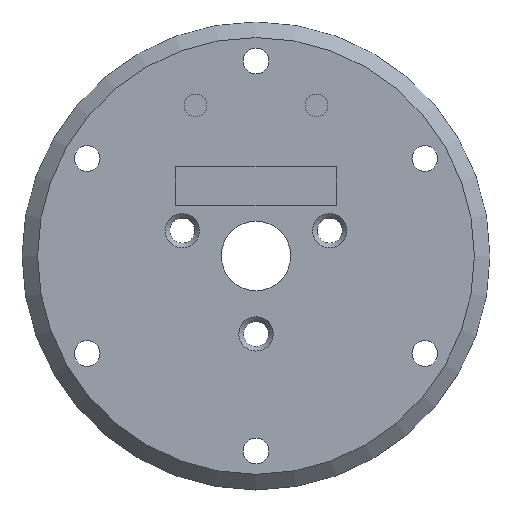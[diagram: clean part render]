
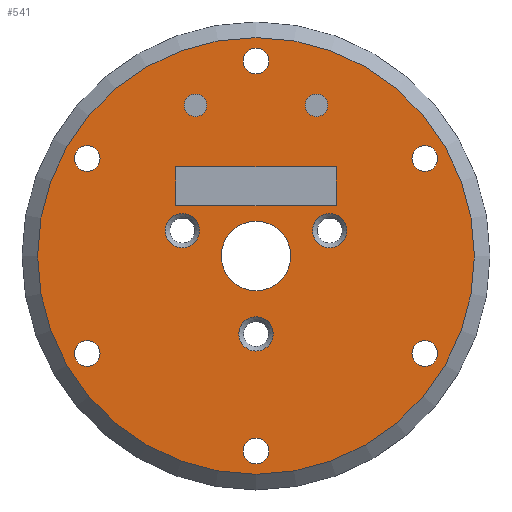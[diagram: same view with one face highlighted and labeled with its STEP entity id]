
A CAD part, top view. The second image highlights one B-rep face of the part: STEP entity #541.
In plain terms, the highlighted planar face has unit normal (0, 0, 1).
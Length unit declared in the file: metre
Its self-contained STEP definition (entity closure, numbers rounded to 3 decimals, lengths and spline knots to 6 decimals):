
#16=LINE('',#907,#28);
#17=LINE('',#910,#29);
#18=LINE('',#912,#30);
#19=LINE('',#914,#31);
#28=VECTOR('',#726,1.);
#29=VECTOR('',#727,1.);
#30=VECTOR('',#728,1.);
#31=VECTOR('',#729,1.);
#40=PLANE('',#601);
#61=ORIENTED_EDGE('',*,*,#175,.F.);
#62=ORIENTED_EDGE('',*,*,#176,.F.);
#63=ORIENTED_EDGE('',*,*,#177,.F.);
#64=ORIENTED_EDGE('',*,*,#178,.T.);
#65=ORIENTED_EDGE('',*,*,#179,.F.);
#66=ORIENTED_EDGE('',*,*,#180,.F.);
#67=ORIENTED_EDGE('',*,*,#181,.F.);
#68=ORIENTED_EDGE('',*,*,#182,.F.);
#69=ORIENTED_EDGE('',*,*,#183,.F.);
#70=ORIENTED_EDGE('',*,*,#184,.F.);
#71=ORIENTED_EDGE('',*,*,#185,.F.);
#72=ORIENTED_EDGE('',*,*,#186,.F.);
#73=ORIENTED_EDGE('',*,*,#187,.F.);
#74=ORIENTED_EDGE('',*,*,#188,.F.);
#75=ORIENTED_EDGE('',*,*,#189,.T.);
#76=ORIENTED_EDGE('',*,*,#190,.T.);
#77=ORIENTED_EDGE('',*,*,#191,.F.);
#175=EDGE_CURVE('',#232,#232,#285,.T.);
#176=EDGE_CURVE('',#233,#233,#286,.T.);
#177=EDGE_CURVE('',#234,#234,#287,.T.);
#178=EDGE_CURVE('',#235,#235,#288,.T.);
#179=EDGE_CURVE('',#236,#236,#289,.T.);
#180=EDGE_CURVE('',#237,#237,#290,.T.);
#181=EDGE_CURVE('',#238,#238,#291,.T.);
#182=EDGE_CURVE('',#239,#239,#292,.T.);
#183=EDGE_CURVE('',#240,#240,#293,.T.);
#184=EDGE_CURVE('',#241,#241,#294,.T.);
#185=EDGE_CURVE('',#242,#242,#295,.T.);
#186=EDGE_CURVE('',#243,#243,#296,.T.);
#187=EDGE_CURVE('',#244,#244,#297,.T.);
#188=EDGE_CURVE('',#245,#246,#16,.T.);
#189=EDGE_CURVE('',#245,#247,#17,.T.);
#190=EDGE_CURVE('',#247,#248,#18,.T.);
#191=EDGE_CURVE('',#246,#248,#19,.T.);
#232=VERTEX_POINT('',#882);
#233=VERTEX_POINT('',#884);
#234=VERTEX_POINT('',#886);
#235=VERTEX_POINT('',#888);
#236=VERTEX_POINT('',#890);
#237=VERTEX_POINT('',#892);
#238=VERTEX_POINT('',#894);
#239=VERTEX_POINT('',#896);
#240=VERTEX_POINT('',#898);
#241=VERTEX_POINT('',#900);
#242=VERTEX_POINT('',#902);
#243=VERTEX_POINT('',#904);
#244=VERTEX_POINT('',#906);
#245=VERTEX_POINT('',#908);
#246=VERTEX_POINT('',#909);
#247=VERTEX_POINT('',#911);
#248=VERTEX_POINT('',#913);
#285=CIRCLE('',#602,0.0022);
#286=CIRCLE('',#603,0.0022);
#287=CIRCLE('',#604,0.0022);
#288=CIRCLE('',#605,0.028);
#289=CIRCLE('',#606,0.00145);
#290=CIRCLE('',#607,0.00145);
#291=CIRCLE('',#608,0.00445);
#292=CIRCLE('',#609,0.00165);
#293=CIRCLE('',#610,0.00165);
#294=CIRCLE('',#611,0.00165);
#295=CIRCLE('',#612,0.00165);
#296=CIRCLE('',#613,0.00165);
#297=CIRCLE('',#614,0.00165);
#330=EDGE_LOOP('',(#61));
#331=EDGE_LOOP('',(#62));
#332=EDGE_LOOP('',(#63));
#333=EDGE_LOOP('',(#64));
#334=EDGE_LOOP('',(#65));
#335=EDGE_LOOP('',(#66));
#336=EDGE_LOOP('',(#67));
#337=EDGE_LOOP('',(#68));
#338=EDGE_LOOP('',(#69));
#339=EDGE_LOOP('',(#70));
#340=EDGE_LOOP('',(#71));
#341=EDGE_LOOP('',(#72));
#342=EDGE_LOOP('',(#73));
#343=EDGE_LOOP('',(#74,#75,#76,#77));
#426=FACE_BOUND('',#330,.T.);
#427=FACE_BOUND('',#331,.T.);
#428=FACE_BOUND('',#332,.T.);
#429=FACE_BOUND('',#333,.T.);
#430=FACE_BOUND('',#334,.T.);
#431=FACE_BOUND('',#335,.T.);
#432=FACE_BOUND('',#336,.T.);
#433=FACE_BOUND('',#337,.T.);
#434=FACE_BOUND('',#338,.T.);
#435=FACE_BOUND('',#339,.T.);
#436=FACE_BOUND('',#340,.T.);
#437=FACE_BOUND('',#341,.T.);
#438=FACE_BOUND('',#342,.T.);
#439=FACE_BOUND('',#343,.T.);
#541=ADVANCED_FACE('',(#426,#427,#428,#429,#430,#431,#432,#433,#434,#435,
#436,#437,#438,#439),#40,.T.);
#601=AXIS2_PLACEMENT_3D('',#880,#698,#699);
#602=AXIS2_PLACEMENT_3D('',#881,#700,#701);
#603=AXIS2_PLACEMENT_3D('',#883,#702,#703);
#604=AXIS2_PLACEMENT_3D('',#885,#704,#705);
#605=AXIS2_PLACEMENT_3D('',#887,#706,#707);
#606=AXIS2_PLACEMENT_3D('',#889,#708,#709);
#607=AXIS2_PLACEMENT_3D('',#891,#710,#711);
#608=AXIS2_PLACEMENT_3D('',#893,#712,#713);
#609=AXIS2_PLACEMENT_3D('',#895,#714,#715);
#610=AXIS2_PLACEMENT_3D('',#897,#716,#717);
#611=AXIS2_PLACEMENT_3D('',#899,#718,#719);
#612=AXIS2_PLACEMENT_3D('',#901,#720,#721);
#613=AXIS2_PLACEMENT_3D('',#903,#722,#723);
#614=AXIS2_PLACEMENT_3D('',#905,#724,#725);
#698=DIRECTION('',(0.,0.,1.));
#699=DIRECTION('',(1.,0.,0.));
#700=DIRECTION('',(0.,0.,1.));
#701=DIRECTION('',(1.,0.,0.));
#702=DIRECTION('',(0.,0.,1.));
#703=DIRECTION('',(1.,0.,0.));
#704=DIRECTION('',(0.,0.,1.));
#705=DIRECTION('',(1.,0.,0.));
#706=DIRECTION('',(0.,0.,1.));
#707=DIRECTION('',(1.,0.,0.));
#708=DIRECTION('',(0.,0.,1.));
#709=DIRECTION('',(1.,0.,0.));
#710=DIRECTION('',(0.,0.,1.));
#711=DIRECTION('',(1.,0.,0.));
#712=DIRECTION('',(0.,0.,1.));
#713=DIRECTION('',(1.,0.,0.));
#714=DIRECTION('',(0.,0.,1.));
#715=DIRECTION('',(1.,0.,0.));
#716=DIRECTION('',(0.,0.,1.));
#717=DIRECTION('',(1.,0.,0.));
#718=DIRECTION('',(0.,0.,1.));
#719=DIRECTION('',(1.,0.,0.));
#720=DIRECTION('',(0.,0.,1.));
#721=DIRECTION('',(1.,0.,0.));
#722=DIRECTION('',(0.,0.,1.));
#723=DIRECTION('',(1.,0.,0.));
#724=DIRECTION('',(0.,0.,1.));
#725=DIRECTION('',(1.,0.,0.));
#726=DIRECTION('',(1.,0.,0.));
#727=DIRECTION('',(0.,1.,0.));
#728=DIRECTION('',(1.,0.,0.));
#729=DIRECTION('',(0.,1.,0.));
#880=CARTESIAN_POINT('',(0.,0.,0.007));
#881=CARTESIAN_POINT('',(-0.009457,0.00325,0.007));
#882=CARTESIAN_POINT('',(-0.007257,0.00325,0.007));
#883=CARTESIAN_POINT('',(0.009457,0.00325,0.007));
#884=CARTESIAN_POINT('',(0.011657,0.00325,0.007));
#885=CARTESIAN_POINT('',(0.,-0.01,0.007));
#886=CARTESIAN_POINT('',(0.0022,-0.01,0.007));
#887=CARTESIAN_POINT('',(0.,0.,0.007));
#888=CARTESIAN_POINT('',(0.028,0.,0.007));
#889=CARTESIAN_POINT('',(-0.00776,0.01931,0.007));
#890=CARTESIAN_POINT('',(-0.00631,0.01931,0.007));
#891=CARTESIAN_POINT('',(0.00776,0.01931,0.007));
#892=CARTESIAN_POINT('',(0.00921,0.01931,0.007));
#893=CARTESIAN_POINT('',(0.,0.,0.007));
#894=CARTESIAN_POINT('',(0.00445,0.,0.007));
#895=CARTESIAN_POINT('',(-0.021651,0.0125,0.007));
#896=CARTESIAN_POINT('',(-0.020001,0.0125,0.007));
#897=CARTESIAN_POINT('',(-0.021651,-0.0125,0.007));
#898=CARTESIAN_POINT('',(-0.020001,-0.0125,0.007));
#899=CARTESIAN_POINT('',(0.,-0.025,0.007));
#900=CARTESIAN_POINT('',(0.00165,-0.025,0.007));
#901=CARTESIAN_POINT('',(0.021651,-0.0125,0.007));
#902=CARTESIAN_POINT('',(0.023301,-0.0125,0.007));
#903=CARTESIAN_POINT('',(0.021651,0.0125,0.007));
#904=CARTESIAN_POINT('',(0.023301,0.0125,0.007));
#905=CARTESIAN_POINT('',(0.,0.025,0.007));
#906=CARTESIAN_POINT('',(0.00165,0.025,0.007));
#907=CARTESIAN_POINT('',(0.,0.00645,0.007));
#908=CARTESIAN_POINT('',(-0.0103,0.00645,0.007));
#909=CARTESIAN_POINT('',(0.0103,0.00645,0.007));
#910=CARTESIAN_POINT('',(-0.0103,0.00895,0.007));
#911=CARTESIAN_POINT('',(-0.0103,0.01145,0.007));
#912=CARTESIAN_POINT('',(0.,0.01145,0.007));
#913=CARTESIAN_POINT('',(0.0103,0.01145,0.007));
#914=CARTESIAN_POINT('',(0.0103,0.00895,0.007));
